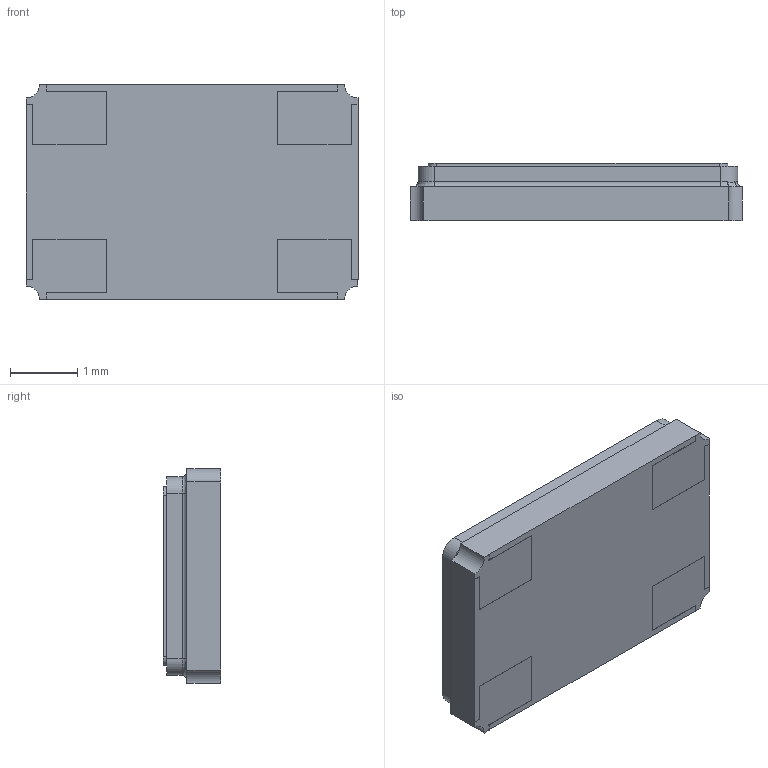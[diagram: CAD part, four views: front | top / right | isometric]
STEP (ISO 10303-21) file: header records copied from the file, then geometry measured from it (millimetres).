
FILE_DESCRIPTION (( 'STEP AP214' ), '1' );
FILE_NAME ('User Library-Crystal_SMD5032.STEP', '2021-01-13T07:08:25', ( '' ), ( '' ), 'SwSTEP 2.0', 'SolidWorks 2020', '' );
FILE_SCHEMA (( 'AUTOMOTIVE_DESIGN' ));
Length unit declared in the file: millimetre
Products named in the file (1): User Library-Crystal_SMD5032
Bounding box: 4.94 x 0.85 x 3.2 mm (x, y, z)
Volume: 12.7 mm3; surface area: 44.2 mm2
Topology: 1 solids, 1 shells, 75 faces, 199 edges, 128 vertices
Faces by surface type: plane 47, cylinder 18, bspline 10
Entity records: 2709 total; most frequent: CARTESIAN_POINT 615, ORIENTED_EDGE 398, DIRECTION 365, EDGE_CURVE 199, VECTOR 141, LINE 141, VERTEX_POINT 128, AXIS2_PLACEMENT_3D 112
